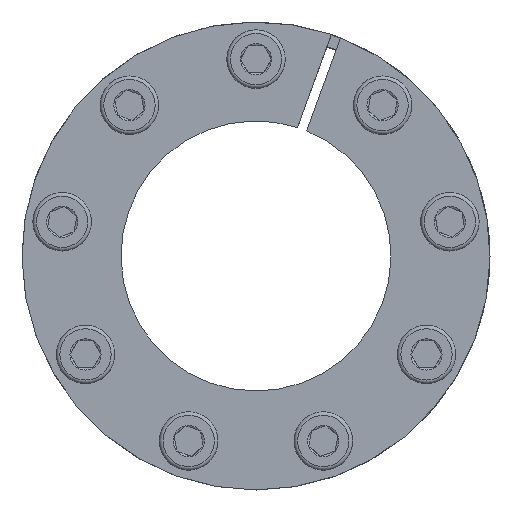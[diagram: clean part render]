
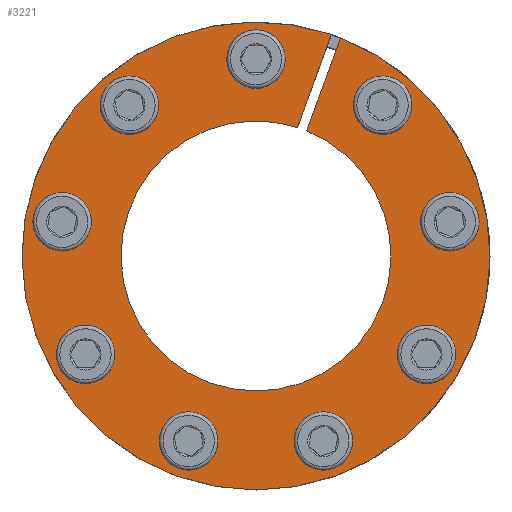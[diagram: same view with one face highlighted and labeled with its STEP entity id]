
A CAD part, front view. The second image highlights one B-rep face of the part: STEP entity #3221.
In plain terms, the highlighted planar face has unit normal (0, -1, 0).
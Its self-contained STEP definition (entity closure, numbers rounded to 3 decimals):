
#362=PLANE('',#3501);
#606=CIRCLE('',#3462,30.);
#619=CIRCLE('',#3485,4.);
#620=CIRCLE('',#3487,52.);
#631=CIRCLE('',#3502,4.);
#632=CIRCLE('',#3503,4.);
#633=CIRCLE('',#3504,4.);
#634=CIRCLE('',#3505,4.);
#635=CIRCLE('',#3506,4.);
#636=CIRCLE('',#3507,4.);
#637=CIRCLE('',#3508,4.);
#638=CIRCLE('',#3509,4.);
#796=VERTEX_POINT('',#4847);
#798=VERTEX_POINT('',#4851);
#807=VERTEX_POINT('',#4879);
#821=VERTEX_POINT('',#4937);
#823=VERTEX_POINT('',#4948);
#833=VERTEX_POINT('',#4975);
#834=VERTEX_POINT('',#4977);
#835=VERTEX_POINT('',#4979);
#836=VERTEX_POINT('',#4981);
#837=VERTEX_POINT('',#4983);
#838=VERTEX_POINT('',#4985);
#839=VERTEX_POINT('',#4987);
#840=VERTEX_POINT('',#4989);
#1054=VECTOR('',#3947,1.);
#1067=VECTOR('',#3975,1.);
#1180=LINE('',#4878,#1054);
#1193=LINE('',#4938,#1067);
#1305=EDGE_CURVE('',#798,#796,#606,.T.);
#1314=EDGE_CURVE('',#807,#796,#1180,.T.);
#1337=EDGE_CURVE('',#798,#821,#1193,.T.);
#1342=EDGE_CURVE('',#823,#823,#619,.T.);
#1343=EDGE_CURVE('',#821,#807,#620,.T.);
#1354=EDGE_CURVE('',#833,#833,#631,.T.);
#1355=EDGE_CURVE('',#834,#834,#632,.T.);
#1356=EDGE_CURVE('',#835,#835,#633,.T.);
#1357=EDGE_CURVE('',#836,#836,#634,.T.);
#1358=EDGE_CURVE('',#837,#837,#635,.T.);
#1359=EDGE_CURVE('',#838,#838,#636,.T.);
#1360=EDGE_CURVE('',#839,#839,#637,.T.);
#1361=EDGE_CURVE('',#840,#840,#638,.T.);
#1763=ORIENTED_EDGE('',*,*,#1354,.T.);
#1764=ORIENTED_EDGE('',*,*,#1355,.T.);
#1765=ORIENTED_EDGE('',*,*,#1356,.T.);
#1766=ORIENTED_EDGE('',*,*,#1357,.T.);
#1767=ORIENTED_EDGE('',*,*,#1358,.T.);
#1768=ORIENTED_EDGE('',*,*,#1359,.T.);
#1769=ORIENTED_EDGE('',*,*,#1360,.T.);
#1770=ORIENTED_EDGE('',*,*,#1361,.T.);
#1771=ORIENTED_EDGE('',*,*,#1342,.T.);
#1772=ORIENTED_EDGE('',*,*,#1337,.T.);
#1773=ORIENTED_EDGE('',*,*,#1343,.T.);
#1774=ORIENTED_EDGE('',*,*,#1314,.T.);
#1775=ORIENTED_EDGE('',*,*,#1305,.F.);
#2463=EDGE_LOOP('',(#1763));
#2464=EDGE_LOOP('',(#1764));
#2465=EDGE_LOOP('',(#1765));
#2466=EDGE_LOOP('',(#1766));
#2467=EDGE_LOOP('',(#1767));
#2468=EDGE_LOOP('',(#1768));
#2469=EDGE_LOOP('',(#1769));
#2470=EDGE_LOOP('',(#1770));
#2471=EDGE_LOOP('',(#1771));
#2472=EDGE_LOOP('',(#1772,#1773,#1774,#1775));
#2848=FACE_BOUND('',#2463,.T.);
#2849=FACE_BOUND('',#2464,.T.);
#2850=FACE_BOUND('',#2465,.T.);
#2851=FACE_BOUND('',#2466,.T.);
#2852=FACE_BOUND('',#2467,.T.);
#2853=FACE_BOUND('',#2468,.T.);
#2854=FACE_BOUND('',#2469,.T.);
#2855=FACE_BOUND('',#2470,.T.);
#2856=FACE_BOUND('',#2471,.T.);
#2857=FACE_BOUND('',#2472,.T.);
#3221=ADVANCED_FACE('',(#2848,#2849,#2850,#2851,#2852,#2853,#2854,#2855,
#2856,#2857),#362,.F.);
#3462=AXIS2_PLACEMENT_3D('',#4852,#3930,#3931);
#3485=AXIS2_PLACEMENT_3D('',#4947,#3989,#3990);
#3487=AXIS2_PLACEMENT_3D('',#4950,#3993,#3994);
#3501=AXIS2_PLACEMENT_3D('',#4973,#4019,$);
#3502=AXIS2_PLACEMENT_3D('',#4974,#4020,#4021);
#3503=AXIS2_PLACEMENT_3D('',#4976,#4022,#4023);
#3504=AXIS2_PLACEMENT_3D('',#4978,#4024,#4025);
#3505=AXIS2_PLACEMENT_3D('',#4980,#4026,#4027);
#3506=AXIS2_PLACEMENT_3D('',#4982,#4028,#4029);
#3507=AXIS2_PLACEMENT_3D('',#4984,#4030,#4031);
#3508=AXIS2_PLACEMENT_3D('',#4986,#4032,#4033);
#3509=AXIS2_PLACEMENT_3D('',#4988,#4034,#4035);
#3930=DIRECTION('',(0.,-1.,0.));
#3931=DIRECTION('',(0.,0.,-30.));
#3947=DIRECTION('',(-0.342,0.,-0.94));
#3975=DIRECTION('',(0.342,0.,0.94));
#3989=DIRECTION('',(0.,1.,0.));
#3990=DIRECTION('',(3.064,0.,2.571));
#3993=DIRECTION('',(0.,-1.,0.));
#3994=DIRECTION('',(0.,0.,-52.));
#4019=DIRECTION('',(0.,1.,0.));
#4020=DIRECTION('',(0.,1.,0.));
#4021=DIRECTION('',(4.,0.,0.));
#4022=DIRECTION('',(0.,1.,0.));
#4023=DIRECTION('',(3.064,0.,-2.571));
#4024=DIRECTION('',(0.,1.,0.));
#4025=DIRECTION('',(0.695,0.,-3.939));
#4026=DIRECTION('',(0.,1.,0.));
#4027=DIRECTION('',(-2.,0.,-3.464));
#4028=DIRECTION('',(0.,1.,0.));
#4029=DIRECTION('',(-3.759,0.,-1.368));
#4030=DIRECTION('',(0.,1.,0.));
#4031=DIRECTION('',(-3.759,0.,1.368));
#4032=DIRECTION('',(0.,1.,0.));
#4033=DIRECTION('',(-2.,0.,3.464));
#4034=DIRECTION('',(0.,1.,0.));
#4035=DIRECTION('',(0.695,0.,3.939));
#4847=CARTESIAN_POINT('',(11.287,0.,27.796));
#4851=CARTESIAN_POINT('',(9.22,0.,28.548));
#4852=CARTESIAN_POINT('',(0.,0.,0.));
#4878=CARTESIAN_POINT('',(18.819,0.,48.488));
#4879=CARTESIAN_POINT('',(18.815,0.,48.477));
#4937=CARTESIAN_POINT('',(16.747,0.,49.229));
#4938=CARTESIAN_POINT('',(9.22,0.,28.548));
#4947=CARTESIAN_POINT('',(-28.122,0.,33.514));
#4948=CARTESIAN_POINT('',(-25.058,0.,36.086));
#4950=CARTESIAN_POINT('',(0.,0.,0.));
#4973=CARTESIAN_POINT('',(0.,0.,
52.));
#4974=CARTESIAN_POINT('',(0.,0.,43.75));
#4975=CARTESIAN_POINT('',(4.,0.,43.75));
#4976=CARTESIAN_POINT('',(28.122,0.,33.514));
#4977=CARTESIAN_POINT('',(31.186,0.,30.943));
#4978=CARTESIAN_POINT('',(43.085,0.,7.597));
#4979=CARTESIAN_POINT('',(43.78,0.,3.658));
#4980=CARTESIAN_POINT('',(37.889,0.,-21.875));
#4981=CARTESIAN_POINT('',(35.889,0.,-25.339));
#4982=CARTESIAN_POINT('',(14.963,0.,-41.112));
#4983=CARTESIAN_POINT('',(11.205,0.,-42.48));
#4984=CARTESIAN_POINT('',(-14.963,0.,-41.112));
#4985=CARTESIAN_POINT('',(-18.722,0.,-39.743));
#4986=CARTESIAN_POINT('',(-37.889,0.,-21.875));
#4987=CARTESIAN_POINT('',(-39.889,0.,-18.411));
#4988=CARTESIAN_POINT('',(-43.085,0.,7.597));
#4989=CARTESIAN_POINT('',(-42.391,0.,11.536));
